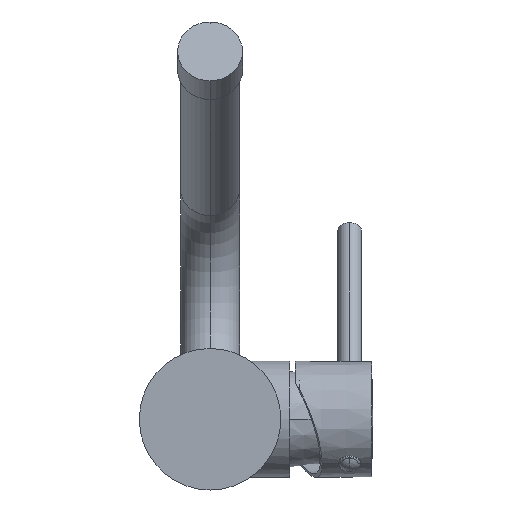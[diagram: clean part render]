
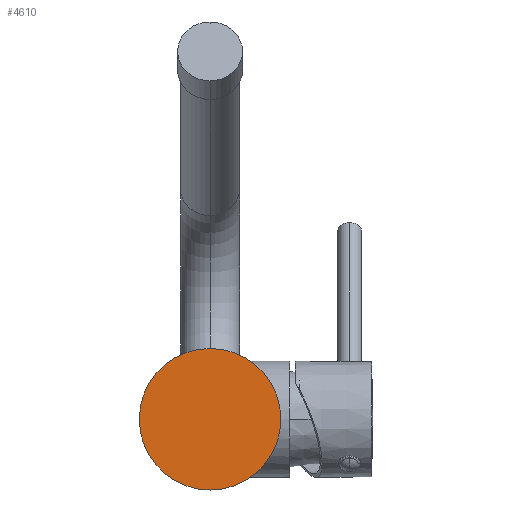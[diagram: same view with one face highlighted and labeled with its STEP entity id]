
A CAD part, front view. The second image highlights one B-rep face of the part: STEP entity #4610.
In plain terms, the highlighted planar face has unit normal (0, -1, 0).
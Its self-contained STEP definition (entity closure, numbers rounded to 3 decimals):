
#4563=CARTESIAN_POINT('',(0.,-4.,0.));
#4564=DIRECTION('',(0.,-1.,0.));
#4565=DIRECTION('',(1.,0.,0.));
#4566=AXIS2_PLACEMENT_3D('',#4563,#4564,#4565);
#4576=CARTESIAN_POINT('',(0.,-4.,0.));
#4577=DIRECTION('',(0.,1.,0.));
#4578=DIRECTION('',(1.,0.,0.));
#4579=AXIS2_PLACEMENT_3D('',#4576,#4577,#4578);
#4591=CARTESIAN_POINT('',(24.,-4.,0.));
#4593=VERTEX_POINT('',#4591);
#4595=CARTESIAN_POINT('',(-24.,-4.,0.));
#4597=VERTEX_POINT('',#4595);
#4599=CARTESIAN_POINT('',(0.,-4.,0.));
#4600=DIRECTION('',(0.,-1.,0.));
#4601=DIRECTION('',(-1.,0.,0.));
#4602=AXIS2_PLACEMENT_3D('',#4599,#4600,#4601);
#4603=PLANE('',#4602);
#4605=ORIENTED_EDGE('',*,*,#4604,.F.);
#4607=ORIENTED_EDGE('',*,*,#4606,.T.);
#4608=EDGE_LOOP('',(#4605,#4607));
#4609=FACE_OUTER_BOUND('',#4608,.F.);
#4610=ADVANCED_FACE('',(#4609),#4603,.T.);
#4567=CIRCLE('',#4566,24.);
#4580=CIRCLE('',#4579,24.);
#4604=EDGE_CURVE('',#4593,#4597,#4567,.T.);
#4606=EDGE_CURVE('',#4593,#4597,#4580,.T.);
